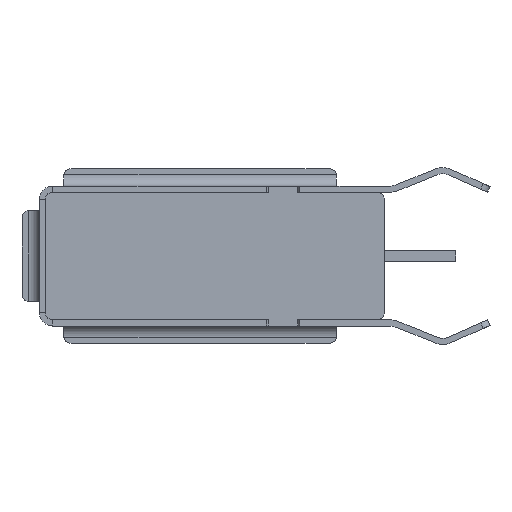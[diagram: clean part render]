
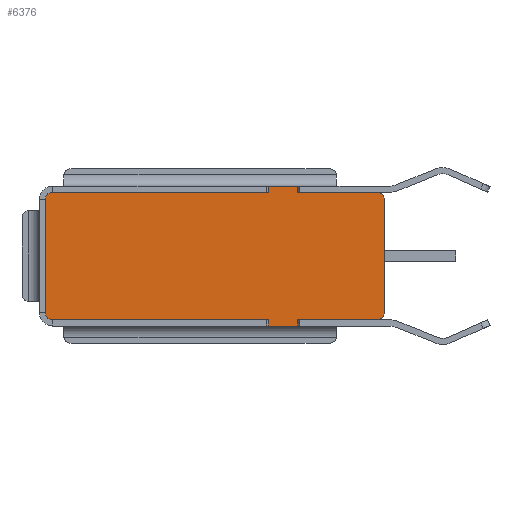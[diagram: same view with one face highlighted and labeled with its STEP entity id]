
A CAD part, left-side view. The second image highlights one B-rep face of the part: STEP entity #6376.
In plain terms, the highlighted planar face has unit normal (-1, 0, 0).
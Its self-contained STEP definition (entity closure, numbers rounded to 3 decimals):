
#93 = DIRECTION ( 'NONE',  ( 0., 1., 0. ) ) ;
#129 = LINE ( 'NONE', #10865, #5607 ) ;
#152 = DIRECTION ( 'NONE',  ( 0., 0., 1. ) ) ;
#255 = CARTESIAN_POINT ( 'NONE',  ( -4.11, 16.7, 2.6 ) ) ;
#402 = EDGE_CURVE ( 'NONE', #16427, #1541, #10974, .T. ) ;
#422 = VECTOR ( 'NONE', #1018, 1000. ) ;
#485 = ORIENTED_EDGE ( 'NONE', *, *, #2879, .F. ) ;
#712 = DIRECTION ( 'NONE',  ( 1., 0., 0. ) ) ;
#716 = ORIENTED_EDGE ( 'NONE', *, *, #2036, .T. ) ;
#803 = EDGE_CURVE ( 'NONE', #1541, #13362, #16210, .T. ) ;
#1018 = DIRECTION ( 'NONE',  ( 0., -1., 0. ) ) ;
#1133 = CARTESIAN_POINT ( 'NONE',  ( -4.11, 6.425, 2.85 ) ) ;
#1232 = CARTESIAN_POINT ( 'NONE',  ( -4.11, 3.2, -2.6 ) ) ;
#1256 = LINE ( 'NONE', #255, #13860 ) ;
#1400 = VECTOR ( 'NONE', #93, 1000. ) ;
#1438 = EDGE_CURVE ( 'NONE', #7822, #4865, #129, .T. ) ;
#1461 = CARTESIAN_POINT ( 'NONE',  ( -4.11, 6.425, -2.6 ) ) ;
#1477 = DIRECTION ( 'NONE',  ( 0., -1., 0. ) ) ;
#1499 = CIRCLE ( 'NONE', #5106, 0.3 ) ;
#1534 = CARTESIAN_POINT ( 'NONE',  ( -4.11, 16.7, -2.6 ) ) ;
#1541 = VERTEX_POINT ( 'NONE', #15053 ) ;
#1575 = EDGE_CURVE ( 'NONE', #9283, #3970, #1499, .T. ) ;
#1646 = EDGE_CURVE ( 'NONE', #5980, #15184, #16179, .T. ) ;
#1731 = CARTESIAN_POINT ( 'NONE',  ( -4.11, 16.7, 2.6 ) ) ;
#2036 = EDGE_CURVE ( 'NONE', #13803, #5228, #9852, .T. ) ;
#2224 = ORIENTED_EDGE ( 'NONE', *, *, #13091, .F. ) ;
#2287 = VERTEX_POINT ( 'NONE', #1232 ) ;
#2466 = LINE ( 'NONE', #1731, #14075 ) ;
#2756 = EDGE_CURVE ( 'NONE', #9283, #7752, #13090, .T. ) ;
#2777 = ORIENTED_EDGE ( 'NONE', *, *, #1438, .T. ) ;
#2879 = EDGE_CURVE ( 'NONE', #8034, #13362, #14940, .T. ) ;
#3235 = PLANE ( 'NONE',  #4414 ) ;
#3327 = VECTOR ( 'NONE', #4041, 1000. ) ;
#3856 = CARTESIAN_POINT ( 'NONE',  ( -4.11, 7.625, -5.334 ) ) ;
#3970 = VERTEX_POINT ( 'NONE', #11055 ) ;
#4041 = DIRECTION ( 'NONE',  ( 0., 0., 1. ) ) ;
#4055 = VECTOR ( 'NONE', #14564, 1000. ) ;
#4178 = ORIENTED_EDGE ( 'NONE', *, *, #402, .T. ) ;
#4297 = DIRECTION ( 'NONE',  ( 0., 0., -1. ) ) ;
#4414 = AXIS2_PLACEMENT_3D ( 'NONE', #5840, #712, #14947 ) ;
#4650 = VERTEX_POINT ( 'NONE', #16505 ) ;
#4865 = VERTEX_POINT ( 'NONE', #6849 ) ;
#4878 = LINE ( 'NONE', #9440, #4055 ) ;
#4885 = LINE ( 'NONE', #9118, #1400 ) ;
#5106 = AXIS2_PLACEMENT_3D ( 'NONE', #15453, #14191, #7600 ) ;
#5179 = CIRCLE ( 'NONE', #11157, 0.3 ) ;
#5228 = VERTEX_POINT ( 'NONE', #1461 ) ;
#5243 = EDGE_CURVE ( 'NONE', #6895, #15184, #4878, .T. ) ;
#5291 = CARTESIAN_POINT ( 'NONE',  ( -4.11, 16.7, 2.6 ) ) ;
#5375 = VECTOR ( 'NONE', #5820, 1000. ) ;
#5408 = CARTESIAN_POINT ( 'NONE',  ( -4.11, 7.625, -5.334 ) ) ;
#5470 = ORIENTED_EDGE ( 'NONE', *, *, #7616, .T. ) ;
#5583 = ORIENTED_EDGE ( 'NONE', *, *, #16704, .T. ) ;
#5607 = VECTOR ( 'NONE', #13516, 1000. ) ;
#5820 = DIRECTION ( 'NONE',  ( 0., 0., 1. ) ) ;
#5840 = CARTESIAN_POINT ( 'NONE',  ( -4.11, 16.7, 2.6 ) ) ;
#5924 = LINE ( 'NONE', #16438, #422 ) ;
#5980 = VERTEX_POINT ( 'NONE', #15997 ) ;
#6302 = EDGE_CURVE ( 'NONE', #6895, #4650, #2466, .T. ) ;
#6376 = ADVANCED_FACE ( 'NONE', ( #7566 ), #3235, .F. ) ;
#6553 = EDGE_CURVE ( 'NONE', #16427, #3970, #1256, .T. ) ;
#6593 = ORIENTED_EDGE ( 'NONE', *, *, #803, .T. ) ;
#6698 = ORIENTED_EDGE ( 'NONE', *, *, #6302, .F. ) ;
#6749 = CARTESIAN_POINT ( 'NONE',  ( -4.11, 3.2, -2.3 ) ) ;
#6807 = EDGE_LOOP ( 'NONE', ( #6698, #16483, #7020, #7325, #7788, #16367, #11268, #4178, #6593, #485, #2224, #716, #5470, #9894, #2777, #5583 ) ) ;
#6849 = CARTESIAN_POINT ( 'NONE',  ( -4.11, 2.9, 2.3 ) ) ;
#6895 = VERTEX_POINT ( 'NONE', #10628 ) ;
#7020 = ORIENTED_EDGE ( 'NONE', *, *, #1646, .F. ) ;
#7325 = ORIENTED_EDGE ( 'NONE', *, *, #16489, .F. ) ;
#7418 = LINE ( 'NONE', #3856, #9647 ) ;
#7566 = FACE_OUTER_BOUND ( 'NONE', #6807, .T. ) ;
#7600 = DIRECTION ( 'NONE',  ( 0., 0., -1. ) ) ;
#7616 = EDGE_CURVE ( 'NONE', #5228, #2287, #5924, .T. ) ;
#7752 = VERTEX_POINT ( 'NONE', #16841 ) ;
#7788 = ORIENTED_EDGE ( 'NONE', *, *, #2756, .F. ) ;
#7822 = VERTEX_POINT ( 'NONE', #16345 ) ;
#7953 = DIRECTION ( 'NONE',  ( 0., 0., -1. ) ) ;
#8034 = VERTEX_POINT ( 'NONE', #10317 ) ;
#8288 = DIRECTION ( 'NONE',  ( 0., -1., 0. ) ) ;
#9118 = CARTESIAN_POINT ( 'NONE',  ( -4.11, 7.625, -2.85 ) ) ;
#9283 = VERTEX_POINT ( 'NONE', #15823 ) ;
#9440 = CARTESIAN_POINT ( 'NONE',  ( -4.11, 6.425, -5.334 ) ) ;
#9647 = VECTOR ( 'NONE', #10352, 1000. ) ;
#9852 = LINE ( 'NONE', #12316, #5375 ) ;
#9894 = ORIENTED_EDGE ( 'NONE', *, *, #16673, .T. ) ;
#10317 = CARTESIAN_POINT ( 'NONE',  ( -4.11, 7.625, -2.85 ) ) ;
#10324 = VECTOR ( 'NONE', #1477, 1000. ) ;
#10352 = DIRECTION ( 'NONE',  ( 0., 0., 1. ) ) ;
#10567 = DIRECTION ( 'NONE',  ( 0., -1., 0. ) ) ;
#10628 = CARTESIAN_POINT ( 'NONE',  ( -4.11, 6.425, 2.6 ) ) ;
#10677 = CIRCLE ( 'NONE', #11791, 0.3 ) ;
#10815 = DIRECTION ( 'NONE',  ( -1., 0., 0. ) ) ;
#10865 = CARTESIAN_POINT ( 'NONE',  ( -4.11, 2.9, 2.6 ) ) ;
#10974 = CIRCLE ( 'NONE', #13270, 0.3 ) ;
#11055 = CARTESIAN_POINT ( 'NONE',  ( -4.11, 16.7, 2.3 ) ) ;
#11075 = CARTESIAN_POINT ( 'NONE',  ( -4.11, 6.425, -2.85 ) ) ;
#11104 = CARTESIAN_POINT ( 'NONE',  ( -4.11, 16.4, -2.3 ) ) ;
#11157 = AXIS2_PLACEMENT_3D ( 'NONE', #6749, #15740, #7953 ) ;
#11268 = ORIENTED_EDGE ( 'NONE', *, *, #6553, .F. ) ;
#11305 = VECTOR ( 'NONE', #15935, 1000. ) ;
#11732 = VECTOR ( 'NONE', #10567, 1000. ) ;
#11791 = AXIS2_PLACEMENT_3D ( 'NONE', #16245, #10815, #4297 ) ;
#12217 = DIRECTION ( 'NONE',  ( 0., 0., -1. ) ) ;
#12316 = CARTESIAN_POINT ( 'NONE',  ( -4.11, 6.425, -5.334 ) ) ;
#12384 = DIRECTION ( 'NONE',  ( -1., 0., 0. ) ) ;
#13090 = LINE ( 'NONE', #5291, #11305 ) ;
#13091 = EDGE_CURVE ( 'NONE', #13803, #8034, #4885, .T. ) ;
#13164 = CARTESIAN_POINT ( 'NONE',  ( -4.11, 7.625, 2.85 ) ) ;
#13270 = AXIS2_PLACEMENT_3D ( 'NONE', #11104, #12384, #12217 ) ;
#13362 = VERTEX_POINT ( 'NONE', #14554 ) ;
#13516 = DIRECTION ( 'NONE',  ( 0., 0., 1. ) ) ;
#13803 = VERTEX_POINT ( 'NONE', #11075 ) ;
#13860 = VECTOR ( 'NONE', #152, 1000. ) ;
#13869 = CARTESIAN_POINT ( 'NONE',  ( -4.11, 16.7, -2.3 ) ) ;
#14075 = VECTOR ( 'NONE', #8288, 1000. ) ;
#14191 = DIRECTION ( 'NONE',  ( -1., 0., 0. ) ) ;
#14554 = CARTESIAN_POINT ( 'NONE',  ( -4.11, 7.625, -2.6 ) ) ;
#14564 = DIRECTION ( 'NONE',  ( 0., 0., 1. ) ) ;
#14940 = LINE ( 'NONE', #5408, #3327 ) ;
#14947 = DIRECTION ( 'NONE',  ( 0., 0., -1. ) ) ;
#15053 = CARTESIAN_POINT ( 'NONE',  ( -4.11, 16.4, -2.6 ) ) ;
#15184 = VERTEX_POINT ( 'NONE', #1133 ) ;
#15453 = CARTESIAN_POINT ( 'NONE',  ( -4.11, 16.4, 2.3 ) ) ;
#15740 = DIRECTION ( 'NONE',  ( -1., 0., 0. ) ) ;
#15823 = CARTESIAN_POINT ( 'NONE',  ( -4.11, 16.4, 2.6 ) ) ;
#15935 = DIRECTION ( 'NONE',  ( 0., -1., 0. ) ) ;
#15997 = CARTESIAN_POINT ( 'NONE',  ( -4.11, 7.625, 2.85 ) ) ;
#16179 = LINE ( 'NONE', #13164, #11732 ) ;
#16210 = LINE ( 'NONE', #1534, #10324 ) ;
#16245 = CARTESIAN_POINT ( 'NONE',  ( -4.11, 3.2, 2.3 ) ) ;
#16345 = CARTESIAN_POINT ( 'NONE',  ( -4.11, 2.9, -2.3 ) ) ;
#16367 = ORIENTED_EDGE ( 'NONE', *, *, #1575, .T. ) ;
#16427 = VERTEX_POINT ( 'NONE', #13869 ) ;
#16438 = CARTESIAN_POINT ( 'NONE',  ( -4.11, 16.7, -2.6 ) ) ;
#16483 = ORIENTED_EDGE ( 'NONE', *, *, #5243, .T. ) ;
#16489 = EDGE_CURVE ( 'NONE', #7752, #5980, #7418, .T. ) ;
#16505 = CARTESIAN_POINT ( 'NONE',  ( -4.11, 3.2, 2.6 ) ) ;
#16673 = EDGE_CURVE ( 'NONE', #2287, #7822, #5179, .T. ) ;
#16704 = EDGE_CURVE ( 'NONE', #4865, #4650, #10677, .T. ) ;
#16841 = CARTESIAN_POINT ( 'NONE',  ( -4.11, 7.625, 2.6 ) ) ;
